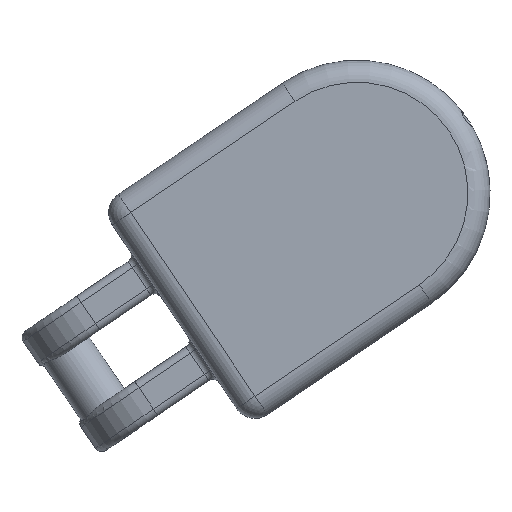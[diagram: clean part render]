
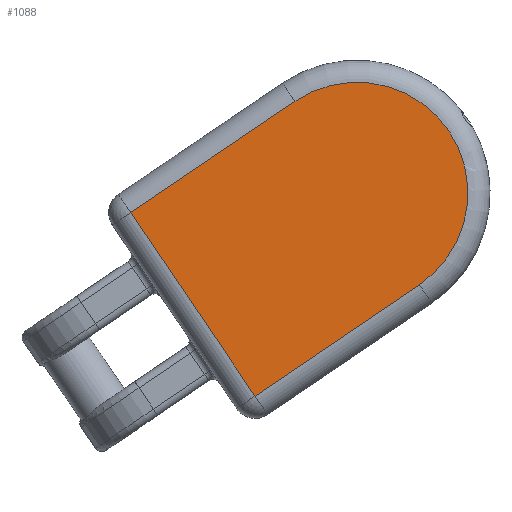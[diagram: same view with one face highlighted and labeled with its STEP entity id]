
A CAD part, top view. The second image highlights one B-rep face of the part: STEP entity #1088.
In plain terms, the highlighted planar face has unit normal (0, 0, 1).
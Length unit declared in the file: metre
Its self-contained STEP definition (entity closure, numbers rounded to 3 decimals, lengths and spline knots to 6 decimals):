
#42=PLANE('',#1189);
#78=LINE('',#1822,#131);
#79=LINE('',#1825,#132);
#80=LINE('',#1829,#133);
#131=VECTOR('',#1387,1.);
#132=VECTOR('',#1388,1.);
#133=VECTOR('',#1391,1.);
#262=ORIENTED_EDGE('',*,*,#606,.T.);
#263=ORIENTED_EDGE('',*,*,#607,.T.);
#264=ORIENTED_EDGE('',*,*,#608,.T.);
#265=ORIENTED_EDGE('',*,*,#609,.T.);
#606=EDGE_CURVE('',#776,#777,#78,.T.);
#607=EDGE_CURVE('',#777,#778,#79,.F.);
#608=EDGE_CURVE('',#778,#779,#850,.T.);
#609=EDGE_CURVE('',#779,#776,#80,.T.);
#776=VERTEX_POINT('',#1823);
#777=VERTEX_POINT('',#1824);
#778=VERTEX_POINT('',#1826);
#779=VERTEX_POINT('',#1828);
#850=CIRCLE('',#1190,0.008296);
#917=EDGE_LOOP('',(#262,#263,#264,#265));
#991=FACE_BOUND('',#917,.T.);
#1088=ADVANCED_FACE('',(#991),#42,.T.);
#1189=AXIS2_PLACEMENT_3D('',#1821,#1385,#1386);
#1190=AXIS2_PLACEMENT_3D('',#1827,#1389,#1390);
#1385=DIRECTION('',(0.,0.,1.));
#1386=DIRECTION('',(1.,0.,0.));
#1387=DIRECTION('',(0.561,-0.828,0.));
#1388=DIRECTION('',(-0.828,-0.561,0.));
#1389=DIRECTION('',(0.,0.,1.));
#1390=DIRECTION('',(1.,0.,0.));
#1391=DIRECTION('',(-0.828,-0.561,0.));
#1821=CARTESIAN_POINT('',(0.112641,0.063492,0.01651));
#1822=CARTESIAN_POINT('',(0.113599,0.051463,0.01651));
#1823=CARTESIAN_POINT('',(0.103361,0.066569,0.01651));
#1824=CARTESIAN_POINT('',(0.11267,0.052834,0.01651));
#1825=CARTESIAN_POINT('',(0.1176,0.056175,0.01651));
#1826=CARTESIAN_POINT('',(0.124967,0.061168,0.01651));
#1827=CARTESIAN_POINT('',(0.120312,0.068035,0.01651));
#1828=CARTESIAN_POINT('',(0.115657,0.074903,0.01651));
#1829=CARTESIAN_POINT('',(0.101991,0.06564,0.01651));
